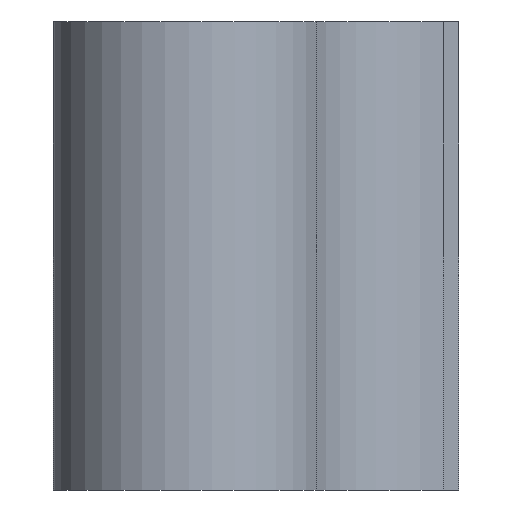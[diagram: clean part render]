
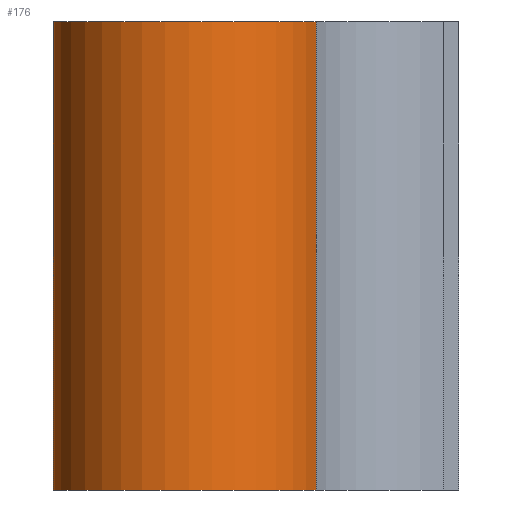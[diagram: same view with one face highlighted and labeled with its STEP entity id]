
A CAD part, left-side view. The second image highlights one B-rep face of the part: STEP entity #176.
In plain terms, the highlighted cylindrical face has radius 1.587 mm (diameter 3.175 mm), a partial arc.
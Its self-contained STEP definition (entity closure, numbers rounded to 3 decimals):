
#17=CIRCLE('',#191,1.588);
#18=CIRCLE('',#192,1.588);
#24=CYLINDRICAL_SURFACE('',#190,1.588);
#30=FACE_OUTER_BOUND('',#40,.T.);
#40=EDGE_LOOP('',(#131,#132,#133,#134));
#54=LINE('',#278,#70);
#55=LINE('',#284,#71);
#70=VECTOR('',#222,10.);
#71=VECTOR('',#229,10.);
#85=VERTEX_POINT('',#274);
#86=VERTEX_POINT('',#276);
#87=VERTEX_POINT('',#280);
#88=VERTEX_POINT('',#282);
#104=EDGE_CURVE('',#85,#86,#54,.T.);
#105=EDGE_CURVE('',#85,#87,#17,.T.);
#106=EDGE_CURVE('',#88,#86,#18,.T.);
#107=EDGE_CURVE('',#87,#88,#55,.T.);
#131=ORIENTED_EDGE('',*,*,#105,.F.);
#132=ORIENTED_EDGE('',*,*,#104,.T.);
#133=ORIENTED_EDGE('',*,*,#106,.F.);
#134=ORIENTED_EDGE('',*,*,#107,.F.);
#176=ADVANCED_FACE('',(#30),#24,.T.);
#190=AXIS2_PLACEMENT_3D('',#279,#223,#224);
#191=AXIS2_PLACEMENT_3D('',#281,#225,#226);
#192=AXIS2_PLACEMENT_3D('',#283,#227,#228);
#222=DIRECTION('',(0.,0.,1.));
#223=DIRECTION('center_axis',(0.,0.,1.));
#224=DIRECTION('ref_axis',(-0.343,-0.94,0.));
#225=DIRECTION('center_axis',(0.,0.,-1.));
#226=DIRECTION('ref_axis',(-0.343,-0.94,0.));
#227=DIRECTION('center_axis',(0.,0.,1.));
#228=DIRECTION('ref_axis',(-0.343,-0.94,0.));
#229=DIRECTION('',(0.,0.,1.));
#274=CARTESIAN_POINT('',(-12.619,-4.279,4.33));
#276=CARTESIAN_POINT('',(-12.619,-4.279,9.81));
#278=CARTESIAN_POINT('',(-12.619,-4.279,4.33));
#279=CARTESIAN_POINT('Origin',(-12.075,-2.787,4.33));
#280=CARTESIAN_POINT('',(-12.075,-1.2,4.33));
#281=CARTESIAN_POINT('Origin',(-12.075,-2.787,4.33));
#282=CARTESIAN_POINT('',(-12.075,-1.2,9.81));
#283=CARTESIAN_POINT('Origin',(-12.075,-2.787,9.81));
#284=CARTESIAN_POINT('',(-12.075,-1.2,4.33));
